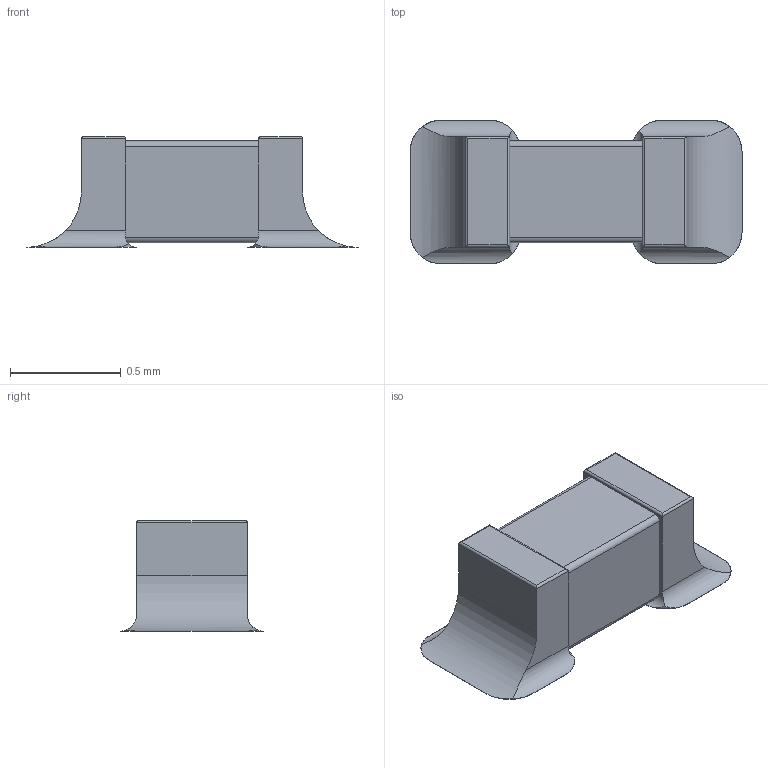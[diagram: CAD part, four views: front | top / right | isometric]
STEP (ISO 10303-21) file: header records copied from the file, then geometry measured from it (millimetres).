
FILE_DESCRIPTION(('FreeCAD Model'),'2;1');
FILE_NAME('Open CASCADE Shape Model','2024-07-08T21:43:35',( 'Michael Cummings'),('Dragon Mobile'), 'Open CASCADE STEP processor 7.6','FreeCAD','Unknown');
FILE_SCHEMA(('AUTOMOTIVE_DESIGN { 1 0 10303 214 1 1 1 1 }'));
Length unit declared in the file: millimetre
Products named in the file (3): CAPC1005X05N; body; contacts
Assembly tree (2 placements, depth 2):
  CAPC1005X05N
    body
    contacts
Bounding box: 1.5 x 0.65 x 0.5 mm (x, y, z)
Volume: 0.3 mm3; surface area: 4.5 mm2
Topology: 3 solids, 3 shells, 54 faces, 138 edges, 90 vertices
Faces by surface type: cylinder 28, plane 26
Entity records: 2241 total; most frequent: CARTESIAN_POINT 873, ORIENTED_EDGE 276, DIRECTION 260, EDGE_CURVE 138, VERTEX_POINT 90, AXIS2_PLACEMENT_3D 89, LINE 82, VECTOR 82
